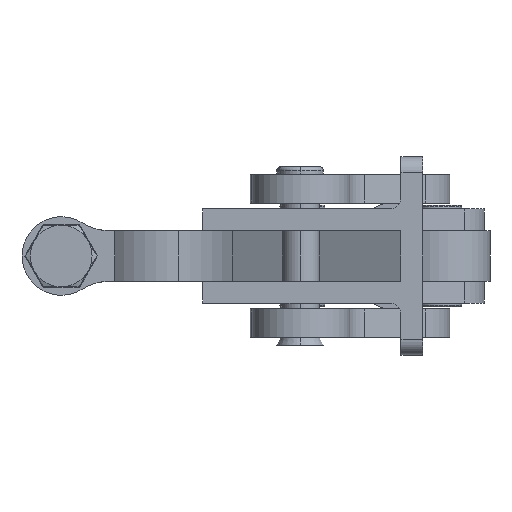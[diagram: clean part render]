
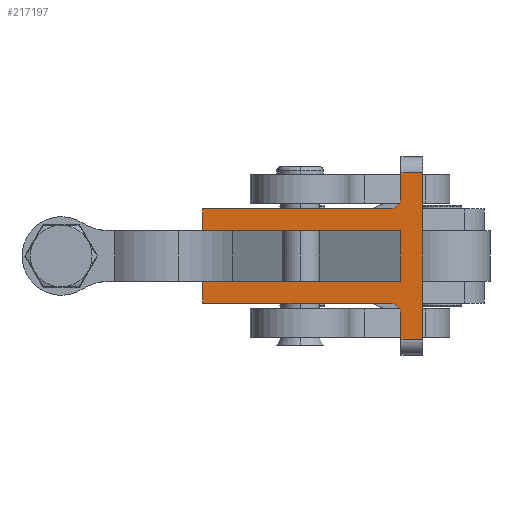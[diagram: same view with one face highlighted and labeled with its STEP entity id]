
A CAD part, front view. The second image highlights one B-rep face of the part: STEP entity #217197.
In plain terms, the highlighted planar face has unit normal (0, -1, 0).
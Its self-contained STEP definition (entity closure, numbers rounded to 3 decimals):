
#1466 = AXIS2_PLACEMENT_3D ( 'NONE', #98946, #98948, #98950 ) ;
#1469 = AXIS2_PLACEMENT_3D ( 'NONE', #98974, #98976, #98978 ) ;
#56024 = VECTOR ( 'NONE', #108618, 1000. ) ;
#56047 = LINE ( 'NONE', #108616, #56024 ) ;
#62425 = LINE ( 'NONE', #98911, #62447 ) ;
#62432 = LINE ( 'NONE', #98920, #62442 ) ;
#62442 = VECTOR ( 'NONE', #98924, 1000. ) ;
#62445 = LINE ( 'NONE', #98930, #62451 ) ;
#62447 = VECTOR ( 'NONE', #98926, 1000. ) ;
#62449 = LINE ( 'NONE', #98935, #62458 ) ;
#62451 = VECTOR ( 'NONE', #98933, 1000. ) ;
#62454 = CIRCLE ( 'NONE', #1466, 3. ) ;
#62458 = VECTOR ( 'NONE', #98938, 1000. ) ;
#62461 = LINE ( 'NONE', #98922, #62468 ) ;
#62465 = LINE ( 'NONE', #98953, #62474 ) ;
#62468 = VECTOR ( 'NONE', #98909, 1000. ) ;
#62471 = LINE ( 'NONE', #98958, #62481 ) ;
#62474 = VECTOR ( 'NONE', #98956, 1000. ) ;
#62478 = LINE ( 'NONE', #98963, #62488 ) ;
#62481 = VECTOR ( 'NONE', #98961, 1000. ) ;
#62485 = CIRCLE ( 'NONE', #1469, 3. ) ;
#62488 = VECTOR ( 'NONE', #98966, 1000. ) ;
#62491 = LINE ( 'NONE', #98941, #62498 ) ;
#62498 = VECTOR ( 'NONE', #98944, 1000. ) ;
#62521 = LINE ( 'NONE', #99001, #62531 ) ;
#62531 = VECTOR ( 'NONE', #99004, 1000. ) ;
#62561 = LINE ( 'NONE', #99008, #62568 ) ;
#62568 = VECTOR ( 'NONE', #98983, 1000. ) ;
#66515 = EDGE_CURVE ( 'NONE', #280913, #281424, #56047, .T. ) ;
#78891 = AXIS2_PLACEMENT_3D ( 'NONE', #89199, #89208, #89209 ) ;
#89199 = CARTESIAN_POINT ( 'NONE',  ( 50.5, 0., 12. ) ) ;
#89206 = PLANE ( 'NONE',  #78891 ) ;
#89208 = DIRECTION ( 'NONE',  ( 0., 1., 0. ) ) ;
#89209 = DIRECTION ( 'NONE',  ( -1., 0., 0. ) ) ;
#91325 = FACE_OUTER_BOUND ( 'NONE', #109001, .T. ) ;
#98909 = DIRECTION ( 'NONE',  ( -1., 0., 0. ) ) ;
#98911 = CARTESIAN_POINT ( 'NONE',  ( 71.7, 0., -6.5 ) ) ;
#98920 = CARTESIAN_POINT ( 'NONE',  ( 0., 0., 12. ) ) ;
#98922 = CARTESIAN_POINT ( 'NONE',  ( 56., 0., 21.25 ) ) ;
#98924 = DIRECTION ( 'NONE',  ( 0., 0., -1. ) ) ;
#98926 = DIRECTION ( 'NONE',  ( -1., 0., 0. ) ) ;
#98930 = CARTESIAN_POINT ( 'NONE',  ( 71.7, 0., 6.5 ) ) ;
#98933 = DIRECTION ( 'NONE',  ( -1., 0., 0. ) ) ;
#98935 = CARTESIAN_POINT ( 'NONE',  ( 0., 0., 12. ) ) ;
#98938 = DIRECTION ( 'NONE',  ( 0., 0., -1. ) ) ;
#98941 = CARTESIAN_POINT ( 'NONE',  ( 50.5, 0., -12. ) ) ;
#98944 = DIRECTION ( 'NONE',  ( 1., 0., 0. ) ) ;
#98946 = CARTESIAN_POINT ( 'NONE',  ( 47.5, 0., 15. ) ) ;
#98948 = DIRECTION ( 'NONE',  ( 0., 1., 0. ) ) ;
#98950 = DIRECTION ( 'NONE',  ( -1., 0., 0. ) ) ;
#98953 = CARTESIAN_POINT ( 'NONE',  ( 56., 0., 21.25 ) ) ;
#98956 = DIRECTION ( 'NONE',  ( 0., 0., -1. ) ) ;
#98958 = CARTESIAN_POINT ( 'NONE',  ( 56., 0., -21.25 ) ) ;
#98961 = DIRECTION ( 'NONE',  ( -1., 0., 0. ) ) ;
#98963 = CARTESIAN_POINT ( 'NONE',  ( 50.5, 0., 21.25 ) ) ;
#98966 = DIRECTION ( 'NONE',  ( 0., 0., -1. ) ) ;
#98974 = CARTESIAN_POINT ( 'NONE',  ( 47.5, 0., -15. ) ) ;
#98976 = DIRECTION ( 'NONE',  ( 0., 1., 0. ) ) ;
#98978 = DIRECTION ( 'NONE',  ( -1., 0., 0. ) ) ;
#98983 = DIRECTION ( 'NONE',  ( 0., 0., -1. ) ) ;
#99001 = CARTESIAN_POINT ( 'NONE',  ( 50.5, 0., 21.25 ) ) ;
#99004 = DIRECTION ( 'NONE',  ( 0., 0., -1. ) ) ;
#99008 = CARTESIAN_POINT ( 'NONE',  ( 50.5, 0., 21.25 ) ) ;
#99842 = ORIENTED_EDGE ( 'NONE', *, *, #201925, .T. ) ;
#99847 = ORIENTED_EDGE ( 'NONE', *, *, #201923, .T. ) ;
#99852 = ORIENTED_EDGE ( 'NONE', *, *, #201920, .T. ) ;
#99856 = ORIENTED_EDGE ( 'NONE', *, *, #201918, .F. ) ;
#99860 = ORIENTED_EDGE ( 'NONE', *, *, #201916, .F. ) ;
#99864 = ORIENTED_EDGE ( 'NONE', *, *, #201913, .T. ) ;
#99869 = ORIENTED_EDGE ( 'NONE', *, *, #201951, .T. ) ;
#99874 = ORIENTED_EDGE ( 'NONE', *, *, #201912, .T. ) ;
#99879 = ORIENTED_EDGE ( 'NONE', *, *, #66515, .F. ) ;
#99883 = ORIENTED_EDGE ( 'NONE', *, *, #201910, .T. ) ;
#99887 = ORIENTED_EDGE ( 'NONE', *, *, #201907, .F. ) ;
#99891 = ORIENTED_EDGE ( 'NONE', *, *, #201937, .T. ) ;
#99895 = ORIENTED_EDGE ( 'NONE', *, *, #201905, .T. ) ;
#99900 = ORIENTED_EDGE ( 'NONE', *, *, #201903, .T. ) ;
#108616 = CARTESIAN_POINT ( 'NONE',  ( 50.5, 0., 12. ) ) ;
#108618 = DIRECTION ( 'NONE',  ( 1., 0., 0. ) ) ;
#109001 = EDGE_LOOP ( 'NONE', ( #99842, #99847, #99852, #99856, #99860, #99864, #99869, #99874, #99879, #99883, #99887, #99891, #99895, #99900 ) ) ;
#201903 = EDGE_CURVE ( 'NONE', #282066, #282075, #62432, .T. ) ;
#201905 = EDGE_CURVE ( 'NONE', #282070, #282066, #62425, .T. ) ;
#201907 = EDGE_CURVE ( 'NONE', #281777, #282121, #62445, .T. ) ;
#201910 = EDGE_CURVE ( 'NONE', #280913, #282121, #62449, .T. ) ;
#201912 = EDGE_CURVE ( 'NONE', #282040, #281424, #62454, .T. ) ;
#201913 = EDGE_CURVE ( 'NONE', #282092, #282035, #62461, .T. ) ;
#201916 = EDGE_CURVE ( 'NONE', #282092, #282028, #62465, .T. ) ;
#201918 = EDGE_CURVE ( 'NONE', #282028, #282109, #62471, .T. ) ;
#201920 = EDGE_CURVE ( 'NONE', #282104, #282109, #62478, .T. ) ;
#201923 = EDGE_CURVE ( 'NONE', #282087, #282104, #62485, .T. ) ;
#201925 = EDGE_CURVE ( 'NONE', #282075, #282087, #62491, .T. ) ;
#201937 = EDGE_CURVE ( 'NONE', #281777, #282070, #62521, .T. ) ;
#201951 = EDGE_CURVE ( 'NONE', #282035, #282040, #62561, .T. ) ;
#217197 = ADVANCED_FACE ( 'NONE', ( #91325 ), #89206, .F. ) ;
#266901 = CARTESIAN_POINT ( 'NONE',  ( 0., 0., 12. ) ) ;
#267413 = CARTESIAN_POINT ( 'NONE',  ( 47.5, 0., 12. ) ) ;
#267661 = CARTESIAN_POINT ( 'NONE',  ( 50.5, 0., 6.5 ) ) ;
#267841 = CARTESIAN_POINT ( 'NONE',  ( 56., 0., -21.25 ) ) ;
#267845 = CARTESIAN_POINT ( 'NONE',  ( 50.5, 0., 21.25 ) ) ;
#267849 = CARTESIAN_POINT ( 'NONE',  ( 50.5, 0., 15. ) ) ;
#267869 = CARTESIAN_POINT ( 'NONE',  ( 0., 0., -6.5 ) ) ;
#267873 = CARTESIAN_POINT ( 'NONE',  ( 50.5, 0., -6.5 ) ) ;
#267877 = CARTESIAN_POINT ( 'NONE',  ( 0., 0., -12. ) ) ;
#267884 = CARTESIAN_POINT ( 'NONE',  ( 47.5, 0., -12. ) ) ;
#267887 = CARTESIAN_POINT ( 'NONE',  ( 56., 0., 21.25 ) ) ;
#267893 = CARTESIAN_POINT ( 'NONE',  ( 50.5, 0., -15. ) ) ;
#267897 = CARTESIAN_POINT ( 'NONE',  ( 50.5, 0., -21.25 ) ) ;
#267905 = CARTESIAN_POINT ( 'NONE',  ( 0., 0., 6.5 ) ) ;
#280913 = VERTEX_POINT ( 'NONE', #266901 ) ;
#281424 = VERTEX_POINT ( 'NONE', #267413 ) ;
#281777 = VERTEX_POINT ( 'NONE', #267661 ) ;
#282028 = VERTEX_POINT ( 'NONE', #267841 ) ;
#282035 = VERTEX_POINT ( 'NONE', #267845 ) ;
#282040 = VERTEX_POINT ( 'NONE', #267849 ) ;
#282066 = VERTEX_POINT ( 'NONE', #267869 ) ;
#282070 = VERTEX_POINT ( 'NONE', #267873 ) ;
#282075 = VERTEX_POINT ( 'NONE', #267877 ) ;
#282087 = VERTEX_POINT ( 'NONE', #267884 ) ;
#282092 = VERTEX_POINT ( 'NONE', #267887 ) ;
#282104 = VERTEX_POINT ( 'NONE', #267893 ) ;
#282109 = VERTEX_POINT ( 'NONE', #267897 ) ;
#282121 = VERTEX_POINT ( 'NONE', #267905 ) ;
